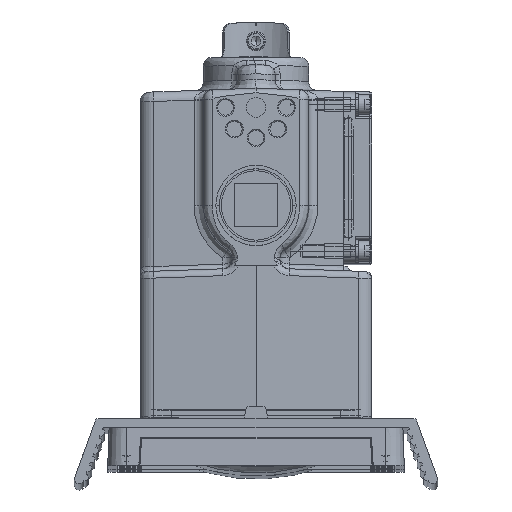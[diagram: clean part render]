
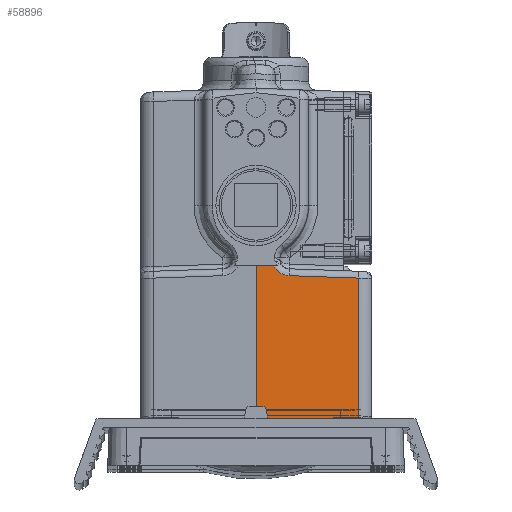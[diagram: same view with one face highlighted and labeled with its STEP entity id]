
A CAD part, top view. The second image highlights one B-rep face of the part: STEP entity #58896.
In plain terms, the highlighted face is planar.
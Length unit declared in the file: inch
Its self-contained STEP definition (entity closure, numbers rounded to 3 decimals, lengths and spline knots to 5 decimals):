
#36527=DIRECTION('',(0.035,0.,0.999));
#36528=VECTOR('',#36527,0.22853);
#36529=CARTESIAN_POINT('',(-4.,2.0315,0.));
#36530=LINE('',#36529,#36528);
#36531=CARTESIAN_POINT('',(-3.98492,1.89498,
0.43172));
#36532=CARTESIAN_POINT('',(-3.98534,1.8954,
0.41969));
#36533=CARTESIAN_POINT('',(-3.98613,1.89815,
0.39704));
#36534=CARTESIAN_POINT('',(-3.98718,1.90635,
0.36714));
#36535=CARTESIAN_POINT('',(-3.98808,1.91719,0.34137));
#36536=CARTESIAN_POINT('',(-3.98885,1.92971,
0.3192));
#36537=CARTESIAN_POINT('',(-3.98951,1.94316,
0.30031));
#36538=CARTESIAN_POINT('',(-3.99006,1.95661,
0.28465));
#36539=CARTESIAN_POINT('',(-3.99053,1.97004,
0.27129));
#36540=CARTESIAN_POINT('',(-3.99095,1.98423,
0.25906));
#36541=CARTESIAN_POINT('',(-3.99135,1.99963,
0.24757));
#36542=CARTESIAN_POINT('',(-3.99172,2.0158,
0.23711));
#36543=CARTESIAN_POINT('',(-3.99193,2.02629,
0.23118));
#36544=CARTESIAN_POINT('',(-3.99202,2.0315,0.22839));
#36546=DIRECTION('',(-0.035,0.035,-0.999));
#36547=VECTOR('',#36546,0.90393);
#36548=CARTESIAN_POINT('',(-3.9534,1.86345,
1.33454));
#36549=LINE('',#36548,#36547);
#36550=DIRECTION('',(0.,-1.,0.));
#36551=VECTOR('',#36550,1.81689);
#36552=CARTESIAN_POINT('',(-3.9534,1.86345,
1.33454));
#36553=LINE('',#36552,#36551);
#36554=DIRECTION('',(0.035,0.035,0.999));
#36555=VECTOR('',#36554,1.33509);
#36556=CARTESIAN_POINT('',(-3.99996,0.,0.00108));
#36557=LINE('',#36556,#36555);
#36558=DIRECTION('',(0.035,0.,0.999));
#36559=VECTOR('',#36558,0.00108);
#36560=CARTESIAN_POINT('',(-4.,0.,0.));
#36561=LINE('',#36560,#36559);
#36562=DIRECTION('',(0.,-1.,0.));
#36563=VECTOR('',#36562,2.0315);
#36564=CARTESIAN_POINT('',(-4.,2.0315,0.));
#36565=LINE('',#36564,#36563);
#38317=CARTESIAN_POINT('',(-3.9534,0.04657,
1.33454));
#42978=VERTEX_POINT('',#38317);
#43211=CARTESIAN_POINT('',(-3.9534,1.86345,
1.33454));
#43212=VERTEX_POINT('',#43211);
#43258=CARTESIAN_POINT('',(-3.98492,1.89498,
0.43172));
#43259=VERTEX_POINT('',#43258);
#44584=CARTESIAN_POINT('',(-4.,0.,0.));
#44585=CARTESIAN_POINT('',(-3.99996,0.,0.00108));
#44586=VERTEX_POINT('',#44584);
#44587=VERTEX_POINT('',#44585);
#44762=CARTESIAN_POINT('',(-4.,2.0315,0.));
#44763=CARTESIAN_POINT('',(-3.99202,2.0315,0.22839));
#44764=VERTEX_POINT('',#44762);
#44765=VERTEX_POINT('',#44763);
#58878=CARTESIAN_POINT('',(-4.,4.344,0.));
#58879=DIRECTION('',(-0.999,0.,0.035));
#58880=DIRECTION('',(0.,-1.,0.));
#58881=AXIS2_PLACEMENT_3D('',#58878,#58879,#58880);
#58882=PLANE('',#58881);
#58883=ORIENTED_EDGE('',*,*,#58225,.T.);
#58885=ORIENTED_EDGE('',*,*,#58884,.F.);
#58887=ORIENTED_EDGE('',*,*,#58886,.F.);
#58889=ORIENTED_EDGE('',*,*,#58888,.T.);
#58890=ORIENTED_EDGE('',*,*,#58872,.F.);
#58891=ORIENTED_EDGE('',*,*,#46654,.F.);
#58893=ORIENTED_EDGE('',*,*,#58892,.F.);
#58894=EDGE_LOOP('',(#58883,#58885,#58887,#58889,#58890,#58891,#58893));
#58895=FACE_OUTER_BOUND('',#58894,.F.);
#58896=ADVANCED_FACE('',(#58895),#58882,.T.);
#36545=B_SPLINE_CURVE_WITH_KNOTS('',3,(#36531,#36532,#36533,#36534,#36535,
#36536,#36537,#36538,#36539,#36540,#36541,#36542,#36543,#36544),.UNSPECIFIED.,
.F.,.F.,(4,1,1,1,1,1,1,1,1,1,1,4),(0.,0.09091,0.18182,
0.27273,0.36364,0.45455,0.54545,
0.63636,0.72727,0.81818,0.90909,1.),
.UNSPECIFIED.);
#46654=EDGE_CURVE('',#44586,#44587,#36561,.T.);
#58225=EDGE_CURVE('',#44764,#44765,#36530,.T.);
#58872=EDGE_CURVE('',#44587,#42978,#36557,.T.);
#58884=EDGE_CURVE('',#43259,#44765,#36545,.T.);
#58886=EDGE_CURVE('',#43212,#43259,#36549,.T.);
#58888=EDGE_CURVE('',#43212,#42978,#36553,.T.);
#58892=EDGE_CURVE('',#44764,#44586,#36565,.T.);
